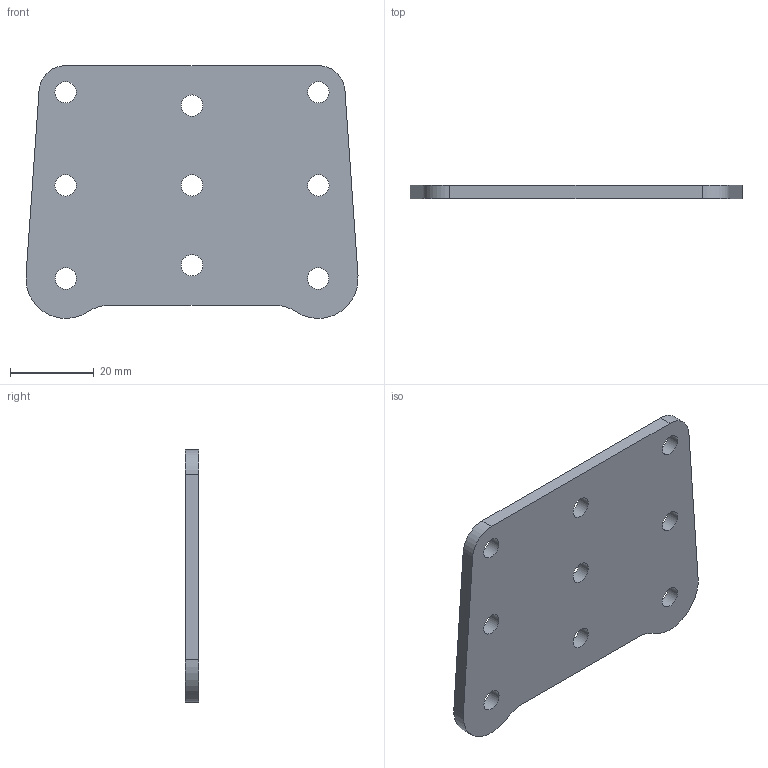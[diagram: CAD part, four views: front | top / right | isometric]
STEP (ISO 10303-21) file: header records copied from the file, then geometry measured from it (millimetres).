
FILE_DESCRIPTION (( 'STEP AP214' ), '1' );
FILE_NAME ('am-4645 Climber In A Box 2.0IN Bearing Plate.STEP', '2021-09-29T20:18:42', ( '' ), ( '' ), 'SwSTEP 2.0', 'SolidWorks 2021', '' );
FILE_SCHEMA (( 'AUTOMOTIVE_DESIGN' ));
Length unit declared in the file: inch
Products named in the file (1): am-4645 Climber In A Box 2.0IN Bearing Plate
Bounding box: 79.23 x 3.17 x 60.3 mm (x, y, z)
Volume: 13357.9 mm3; surface area: 9700.8 mm2
Topology: 1 solids, 1 shells, 21 faces, 57 edges, 38 vertices
Faces by surface type: cylinder 15, plane 6
Full cylindrical faces by diameter (mm): 5.105 x9
Entity records: 712 total; most frequent: DIRECTION 122, CARTESIAN_POINT 108, ORIENTED_EDGE 96, AXIS2_PLACEMENT_3D 52, EDGE_LOOP 48, EDGE_CURVE 48, VERTEX_POINT 38, CIRCLE 30
